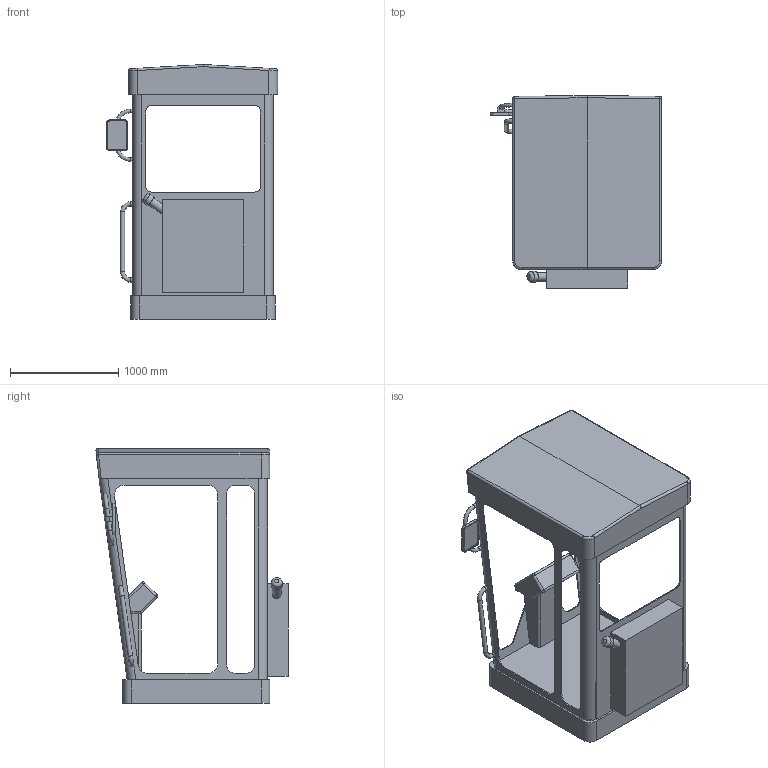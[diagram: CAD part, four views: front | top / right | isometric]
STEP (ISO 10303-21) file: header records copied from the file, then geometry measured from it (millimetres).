
FILE_DESCRIPTION(/* description */ ('','CAx-IF Rec.Pracs.---Representation and Presentation of Product Manufacturing Information (PMI)---4.0---2014-10-13'),/* implementation_level */ '2;1');
FILE_NAME(/* name */ 'CabFrame.step',/* time_stamp */ '2025-01-31T12:06:45-05:00',/* author */ (''),/* organization */ (''),/* preprocessor_version */ 'ST-DEVELOPER v20',/* originating_system */ 'Autodesk Translation Framework v13.20.0.188',/* authorisation */ '');
FILE_SCHEMA (('AP242_MANAGED_MODEL_BASED_3D_ENGINEERING_MIM_LF { 1 0 10303 442 1 1 4 }'));
Length unit declared in the file: millimetre
Products named in the file (1): Fahrerkabine_Grundgestell
Bounding box: 1585 x 1778.75 x 2360 mm (x, y, z)
Volume: 1013528097.4 mm3; surface area: 21285415.2 mm2
Topology: 2 solids, 2 shells, 176 faces, 462 edges, 298 vertices
Faces by surface type: plane 86, cylinder 77, sphere 6, torus 4, bspline 3
Full cylindrical faces by diameter (mm): 35 x4, 40 x3, 80 x1, 100 x1
Entity records: 5867 total; most frequent: CARTESIAN_POINT 1322, DIRECTION 967, ORIENTED_EDGE 924, EDGE_CURVE 462, AXIS2_PLACEMENT_3D 339, VERTEX_POINT 298, LINE 289, VECTOR 289
